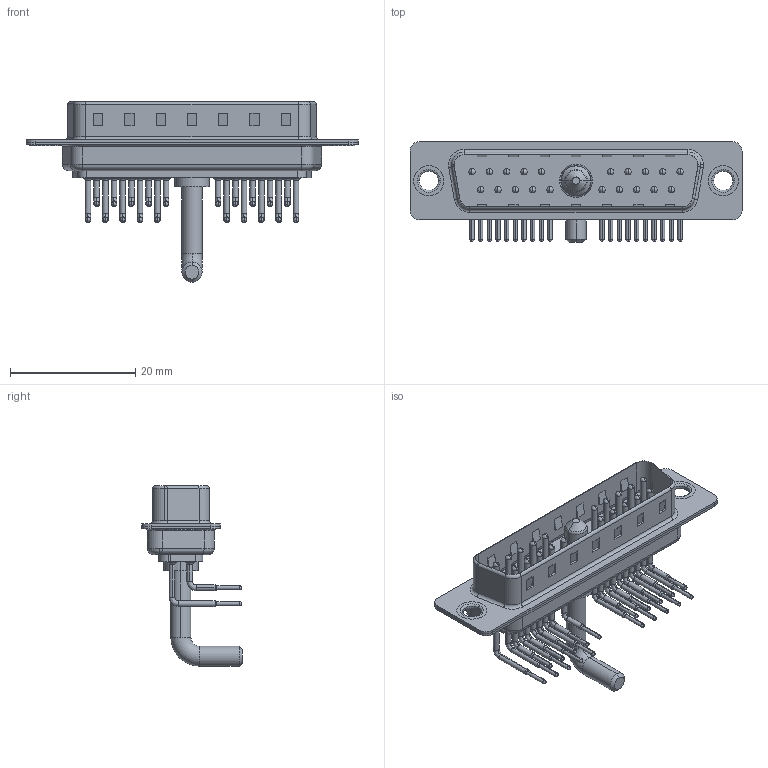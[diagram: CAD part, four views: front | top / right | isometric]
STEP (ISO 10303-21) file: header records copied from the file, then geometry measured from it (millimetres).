
FILE_DESCRIPTION (( 'STEP AP203' ), '1' );
FILE_NAME ('629-21W1250-3T1.STEP', '2022-05-13T23:10:51', ( '' ), ( '' ), 'SwSTEP 2.0', 'SolidWorks 2020', '' );
FILE_SCHEMA (( 'CONFIG_CONTROL_DESIGN' ));
Length unit declared in the file: millimetre
Products named in the file (8): 629Combo Shell Front_25 Contacts; 629Combo Thru Hole Rivet; 629-21W1250-3T1; 629Combo Housing_21W1; Power Pin_Ext 30A RA; 629Combo Contact Row 1; 629Combo Shell Rear_25 Contacts; 629Combo Contact Row 2
Assembly tree (26 placements, depth 2):
  629-21W1250-3T1
    629Combo Housing_21W1
    629Combo Shell Rear_25 Contacts
    629Combo Shell Front_25 Contacts
    629Combo Thru Hole Rivet  x2
    Power Pin_Ext 30A RA
    629Combo Contact Row 1  x10
    629Combo Contact Row 2  x10
Bounding box: 53.05 x 16.05 x 28.83 mm (x, y, z)
Volume: 3025.9 mm3; surface area: 7540.3 mm2
Topology: 27 solids, 27 shells, 2593 faces, 7187 edges, 4662 vertices
Faces by surface type: plane 1461, cylinder 862, bspline 121, cone 87, torus 62
Entity records: 24048 total; most frequent: CARTESIAN_POINT 4116, DIRECTION 4088, ORIENTED_EDGE 3726, EDGE_CURVE 1863, AXIS2_PLACEMENT_3D 1491, VERTEX_POINT 1200, VECTOR 1106, LINE 1106
